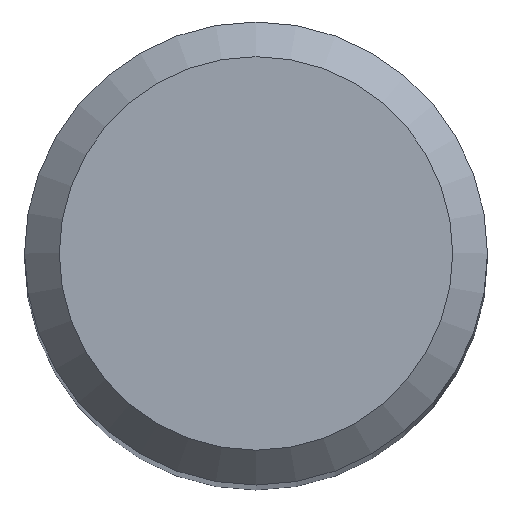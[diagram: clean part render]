
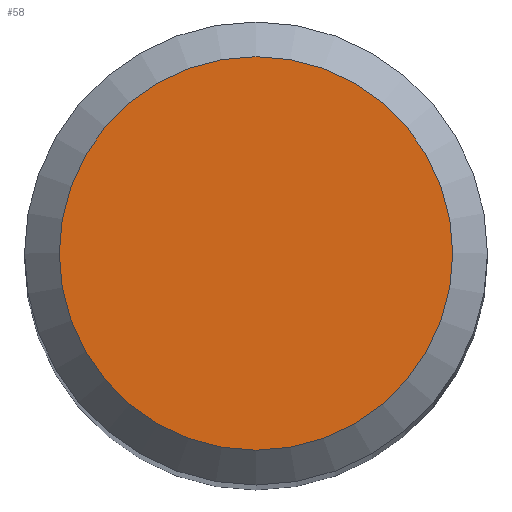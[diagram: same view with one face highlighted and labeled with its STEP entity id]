
A CAD part, top view. The second image highlights one B-rep face of the part: STEP entity #58.
In plain terms, the highlighted planar face has unit normal (0, 0, 1).
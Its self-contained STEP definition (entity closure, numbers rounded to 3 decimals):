
#44=PLANE('',#189);
#47=FACE_OUTER_BOUND('',#87,.T.);
#58=ADVANCED_FACE('',(#47),#44,.F.);
#87=EDGE_LOOP('',(#103));
#103=ORIENTED_EDGE('',*,*,#126,.T.);
#117=VERTEX_POINT('',#285);
#126=EDGE_CURVE('',#117,#117,#133,.T.);
#133=CIRCLE('',#188,3.4);
#188=AXIS2_PLACEMENT_3D('',#284,#219,#220);
#189=AXIS2_PLACEMENT_3D('',#286,#221,#222);
#219=DIRECTION('',(0.,0.,1.));
#220=DIRECTION('',(-1.,0.,0.));
#221=DIRECTION('',(0.,0.,-1.));
#222=DIRECTION('',(-1.,0.,0.));
#284=CARTESIAN_POINT('',(0.,0.,0.));
#285=CARTESIAN_POINT('',(-3.4,0.,0.));
#286=CARTESIAN_POINT('',(0.,4.,0.));
